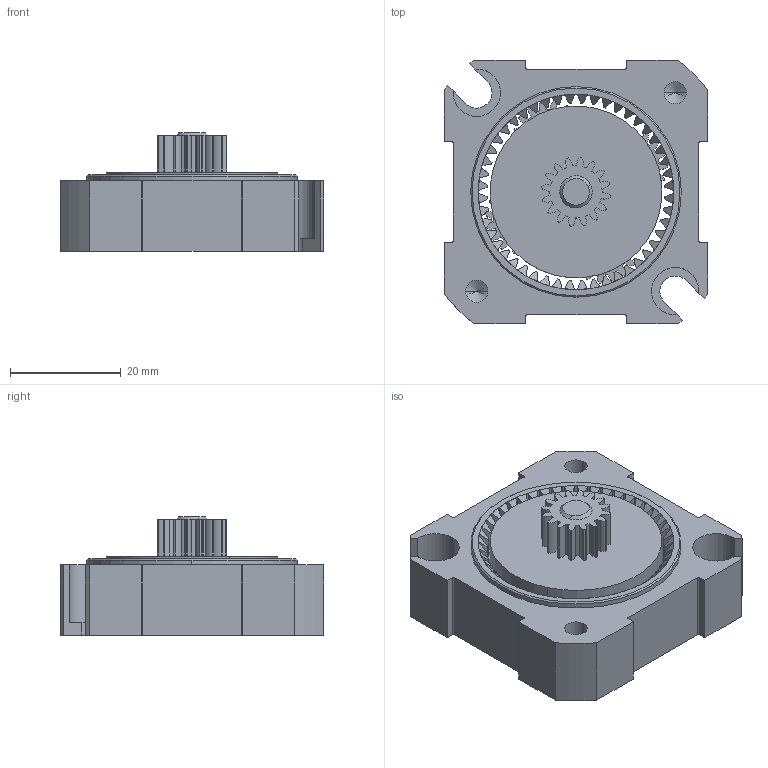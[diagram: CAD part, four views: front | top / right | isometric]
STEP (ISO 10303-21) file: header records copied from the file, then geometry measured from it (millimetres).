
FILE_DESCRIPTION (( 'STEP AP214' ), '1' );
FILE_NAME ('am-4198 Sport Add On Stage.STEP', '2019-12-03T17:17:08', ( '' ), ( '' ), 'SwSTEP 2.0', 'SolidWorks 2019', '' );
FILE_SCHEMA (( 'AUTOMOTIVE_DESIGN' ));
Length unit declared in the file: inch
Products named in the file (12): 16T Short Planet Gear; am-4198 Sport Add On Stage; 16T Sun Gear; am-XXXX - 57 Sport Add On Stage Housing; am-XXXX - 57 Sport Stage Carrier Plate
Assembly tree (7 placements, depth 2):
  16T Short Planet Gear
  am-4198 Sport Add On Stage
    am-XXXX - 57 Sport Add On Stage Housing
    am-XXXX - 57 Sport Stage Carrier Plate
    16T Short Planet Gear  x4
    16T Sun Gear
  16T Sun Gear
  16T Short Planet Gear
  16T Short Planet Gear
Bounding box: 47.62 x 47.62 x 21.4 mm (x, y, z)
Volume: 20771.1 mm3; surface area: 14712.8 mm2
Topology: 7 solids, 7 shells, 725 faces, 2095 edges, 1389 vertices
Faces by surface type: cylinder 658, plane 47, cone 12, torus 8
Entity records: 19345 total; most frequent: CARTESIAN_POINT 3226, DIRECTION 3207, ORIENTED_EDGE 2904, EDGE_CURVE 1452, AXIS2_PLACEMENT_3D 1336, VERTEX_POINT 963, CIRCLE 819, LINE 535
